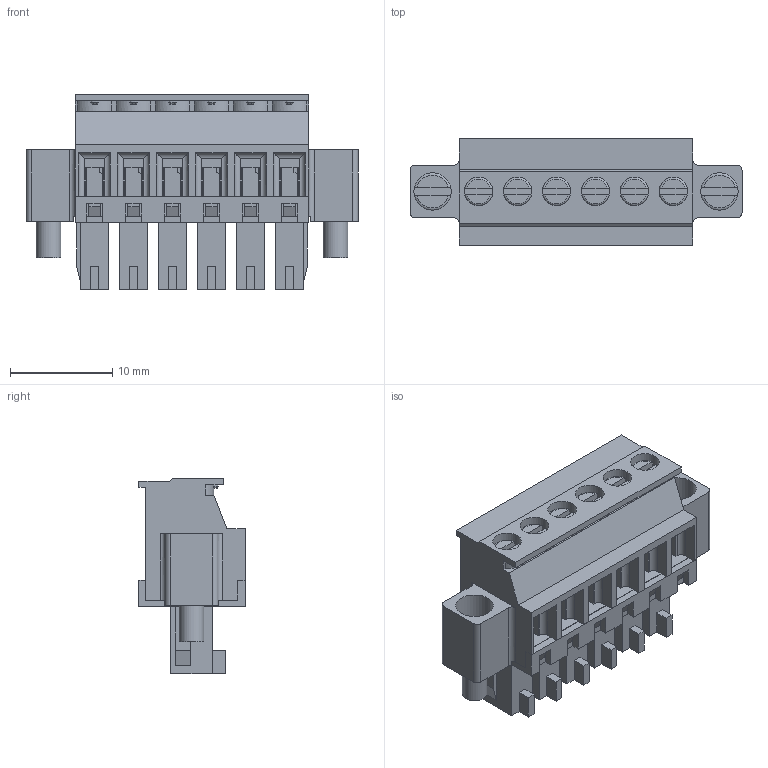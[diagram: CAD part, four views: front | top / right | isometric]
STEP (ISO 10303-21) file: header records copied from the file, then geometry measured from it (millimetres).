
FILE_DESCRIPTION( ( 'Unknown' ), '1' );
FILE_NAME( '691365310006.stp', 'Unknown', ( 'Unknown' ), ( 'Unknown' ), 'PSStep 14.0', 'Unknown', ' ' );
FILE_SCHEMA( ( 'AUTOMOTIVE_DESIGN { 1 0 10303 214 1 1 1 1 }' ) );
Length unit declared in the file: millimetre
Products named in the file (7): Assem1; 6913653100xx_VISSE; 6913653100xx_CAGE; 6913653100xx; 6913653100xx_VISSE_FLANGE; 691361300006; 691361300006_CAPOT
Assembly tree (22 placements, depth 2):
  Assem1
    6913653100xx_VISSE  x6
    6913653100xx_CAGE  x6
    6913653100xx  x6
    6913653100xx_VISSE_FLANGE  x2
    691361300006
    691361300006_CAPOT
Bounding box: 32.46 x 10.4 x 19.15 mm (x, y, z)
Volume: 2252 mm3; surface area: 6971.2 mm2
Topology: 22 solids, 22 shells, 1328 faces, 3637 edges, 2345 vertices
Faces by surface type: plane 988, cylinder 292, torus 24, cone 12, sphere 12
Full cylindrical faces by diameter (mm): 1.2 x6, 1.75 x6, 1.9 x12, 2.4 x2, 2.5 x2, 2.8 x12, 3.65 x2, 3.8 x2
Entity records: 31744 total; most frequent: CARTESIAN_POINT 4622, ORIENTED_EDGE 4340, DIRECTION 4050, EDGE_CURVE 2170, LINE 1878, VECTOR 1878, VERTEX_POINT 1420, AXIS2_PLACEMENT_3D 1086
